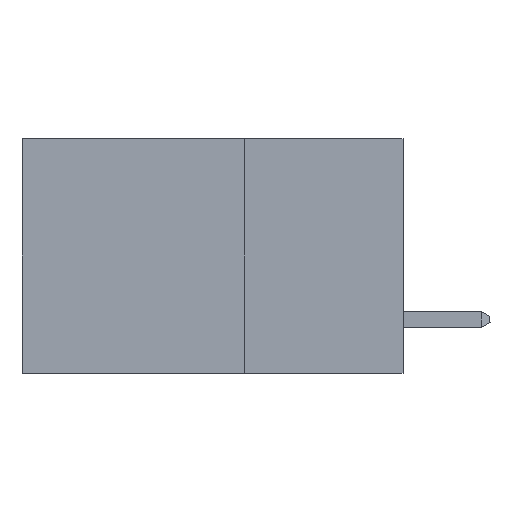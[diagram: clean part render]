
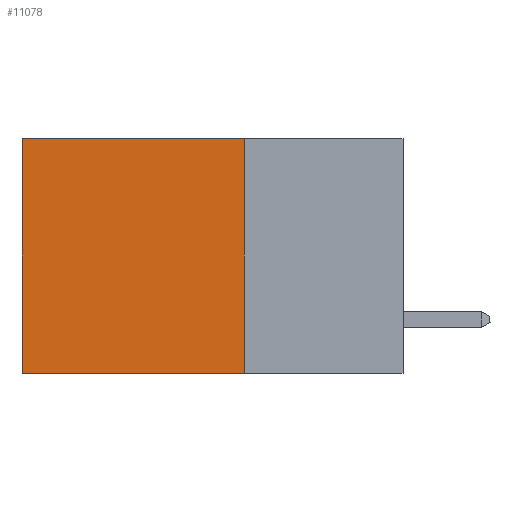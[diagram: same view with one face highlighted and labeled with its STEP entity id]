
A CAD part, left-side view. The second image highlights one B-rep face of the part: STEP entity #11078.
In plain terms, the highlighted planar face has unit normal (-1, 0, 0).
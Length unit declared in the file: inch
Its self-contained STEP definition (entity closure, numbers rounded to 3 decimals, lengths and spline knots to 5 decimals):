
#587 = CARTESIAN_POINT ( 'NONE',  ( 0.2875, 0.6, 0. ) ) ;
#700 = ORIENTED_EDGE ( 'NONE', *, *, #7197, .F. ) ;
#1200 = CARTESIAN_POINT ( 'NONE',  ( 0.2875, 0.6, -0.37 ) ) ;
#1421 = ORIENTED_EDGE ( 'NONE', *, *, #6560, .T. ) ;
#1843 = ORIENTED_EDGE ( 'NONE', *, *, #10638, .T. ) ;
#2122 = CARTESIAN_POINT ( 'NONE',  ( 0.2875, 0.25, -0.37 ) ) ;
#2313 = CARTESIAN_POINT ( 'NONE',  ( 0.2875, 0.25, 0. ) ) ;
#2592 = DIRECTION ( 'NONE',  ( 0., 0., -1. ) ) ;
#2855 = DIRECTION ( 'NONE',  ( 0., 0., -1. ) ) ;
#3082 = VERTEX_POINT ( 'NONE', #2122 ) ;
#3459 = VECTOR ( 'NONE', #14523, 39.37008 ) ;
#4176 = DIRECTION ( 'NONE',  ( 0., 1., 0. ) ) ;
#4200 = CARTESIAN_POINT ( 'NONE',  ( 0.2875, 0.25, 0. ) ) ;
#5319 = CARTESIAN_POINT ( 'NONE',  ( 0.2875, 0.25, 0. ) ) ;
#5666 = EDGE_CURVE ( 'NONE', #7169, #3082, #9531, .T. ) ;
#5674 = LINE ( 'NONE', #8154, #9252 ) ;
#6560 = EDGE_CURVE ( 'NONE', #7169, #16660, #10510, .T. ) ;
#6667 = DIRECTION ( 'NONE',  ( 1., 0., 0. ) ) ;
#7169 = VERTEX_POINT ( 'NONE', #4200 ) ;
#7197 = EDGE_CURVE ( 'NONE', #3082, #8213, #8224, .T. ) ;
#8091 = CARTESIAN_POINT ( 'NONE',  ( 0.2875, 0.25, -0.37 ) ) ;
#8154 = CARTESIAN_POINT ( 'NONE',  ( 0.2875, 0.6, 0. ) ) ;
#8161 = EDGE_LOOP ( 'NONE', ( #1843, #700, #14042, #1421 ) ) ;
#8213 = VERTEX_POINT ( 'NONE', #1200 ) ;
#8224 = LINE ( 'NONE', #8091, #10867 ) ;
#8824 = FACE_OUTER_BOUND ( 'NONE', #8161, .T. ) ;
#9252 = VECTOR ( 'NONE', #2855, 39.37008 ) ;
#9531 = LINE ( 'NONE', #2313, #15749 ) ;
#10400 = AXIS2_PLACEMENT_3D ( 'NONE', #5319, #6667, #15569 ) ;
#10510 = LINE ( 'NONE', #14393, #3459 ) ;
#10638 = EDGE_CURVE ( 'NONE', #16660, #8213, #5674, .T. ) ;
#10867 = VECTOR ( 'NONE', #4176, 39.37008 ) ;
#11078 = ADVANCED_FACE ( 'NONE', ( #8824 ), #13096, .F. ) ;
#13096 = PLANE ( 'NONE',  #10400 ) ;
#14042 = ORIENTED_EDGE ( 'NONE', *, *, #5666, .F. ) ;
#14393 = CARTESIAN_POINT ( 'NONE',  ( 0.2875, 0.25, 0. ) ) ;
#14523 = DIRECTION ( 'NONE',  ( 0., 1., 0. ) ) ;
#15569 = DIRECTION ( 'NONE',  ( 0., 0., -1. ) ) ;
#15749 = VECTOR ( 'NONE', #2592, 39.37008 ) ;
#16660 = VERTEX_POINT ( 'NONE', #587 ) ;
